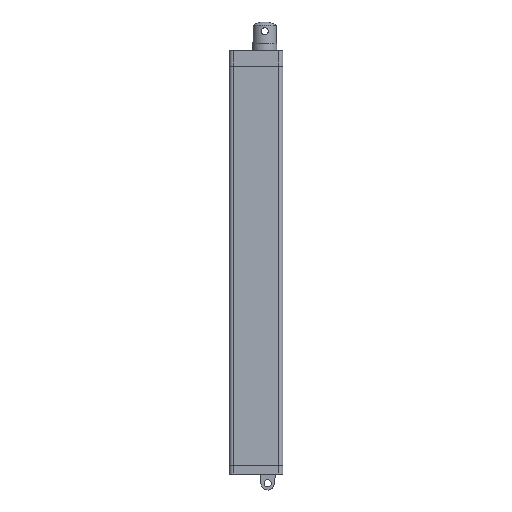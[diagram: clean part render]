
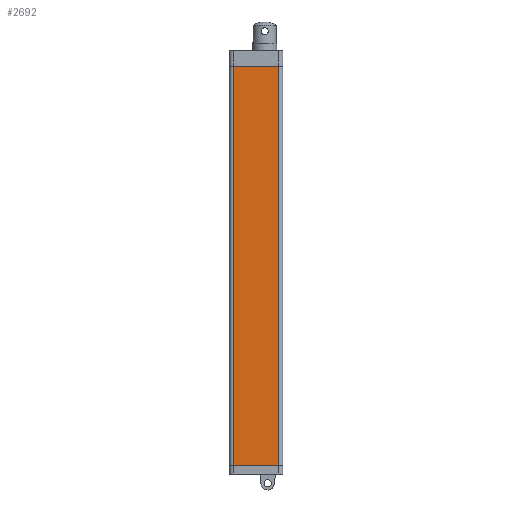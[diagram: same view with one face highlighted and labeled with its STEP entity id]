
A CAD part, left-side view. The second image highlights one B-rep face of the part: STEP entity #2692.
In plain terms, the highlighted planar face has unit normal (-1, 0, 0).
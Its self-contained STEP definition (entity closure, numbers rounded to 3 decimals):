
#711 = PLANE('',#712);
#712 = AXIS2_PLACEMENT_3D('',#713,#714,#715);
#713 = CARTESIAN_POINT('',(0.,3.175,549.1));
#714 = DIRECTION('',(-1.,0.,0.));
#715 = DIRECTION('',(0.,-1.,0.));
#1986 = VERTEX_POINT('',#1987);
#1987 = CARTESIAN_POINT('',(0.,3.175,200.1));
#2025 = CYLINDRICAL_SURFACE('',#2026,3.175);
#2026 = AXIS2_PLACEMENT_3D('',#2027,#2028,#2029);
#2027 = CARTESIAN_POINT('',(3.175,3.175,200.));
#2028 = DIRECTION('',(0.,0.,-1.));
#2029 = DIRECTION('',(-0.707,-0.707,0.));
#2063 = EDGE_CURVE('',#1986,#2064,#2066,.T.);
#2064 = VERTEX_POINT('',#2065);
#2065 = CARTESIAN_POINT('',(0.,41.783,200.1));
#2066 = SURFACE_CURVE('',#2067,(#2071,#2078),.PCURVE_S1.);
#2067 = LINE('',#2068,#2069);
#2068 = CARTESIAN_POINT('',(0.,0.338,200.1));
#2069 = VECTOR('',#2070,1.);
#2070 = DIRECTION('',(0.,1.,0.));
#2071 = PCURVE('',#711,#2072);
#2072 = DEFINITIONAL_REPRESENTATION('',(#2073),#2077);
#2073 = LINE('',#2074,#2075);
#2074 = CARTESIAN_POINT('',(2.838,-349.));
#2075 = VECTOR('',#2076,1.);
#2076 = DIRECTION('',(-1.,0.));
#2077 = ( GEOMETRIC_REPRESENTATION_CONTEXT(2) 
PARAMETRIC_REPRESENTATION_CONTEXT() REPRESENTATION_CONTEXT('2D SPACE',''
  ) );
#2078 = PCURVE('',#2079,#2084);
#2079 = PLANE('',#2080);
#2080 = AXIS2_PLACEMENT_3D('',#2081,#2082,#2083);
#2081 = CARTESIAN_POINT('',(0.,3.175,200.));
#2082 = DIRECTION('',(-1.,0.,0.));
#2083 = DIRECTION('',(0.,1.,0.));
#2084 = DEFINITIONAL_REPRESENTATION('',(#2085),#2089);
#2085 = LINE('',#2086,#2087);
#2086 = CARTESIAN_POINT('',(-2.838,-0.1));
#2087 = VECTOR('',#2088,1.);
#2088 = DIRECTION('',(1.,0.));
#2089 = ( GEOMETRIC_REPRESENTATION_CONTEXT(2) 
PARAMETRIC_REPRESENTATION_CONTEXT() REPRESENTATION_CONTEXT('2D SPACE',''
  ) );
#2155 = CYLINDRICAL_SURFACE('',#2156,3.175);
#2156 = AXIS2_PLACEMENT_3D('',#2157,#2158,#2159);
#2157 = CARTESIAN_POINT('',(3.175,41.783,200.));
#2158 = DIRECTION('',(0.,0.,-1.));
#2159 = DIRECTION('',(-0.707,0.707,0.));
#2620 = EDGE_CURVE('',#1986,#2621,#2623,.T.);
#2621 = VERTEX_POINT('',#2622);
#2622 = CARTESIAN_POINT('',(0.,3.175,535.9));
#2623 = SURFACE_CURVE('',#2624,(#2628,#2635),.PCURVE_S1.);
#2624 = LINE('',#2625,#2626);
#2625 = CARTESIAN_POINT('',(0.,3.175,200.));
#2626 = VECTOR('',#2627,1.);
#2627 = DIRECTION('',(0.,0.,1.));
#2628 = PCURVE('',#2025,#2629);
#2629 = DEFINITIONAL_REPRESENTATION('',(#2630),#2634);
#2630 = LINE('',#2631,#2632);
#2631 = CARTESIAN_POINT('',(-5.498,0.));
#2632 = VECTOR('',#2633,1.);
#2633 = DIRECTION('',(0.,-1.));
#2634 = ( GEOMETRIC_REPRESENTATION_CONTEXT(2) 
PARAMETRIC_REPRESENTATION_CONTEXT() REPRESENTATION_CONTEXT('2D SPACE',''
  ) );
#2635 = PCURVE('',#2079,#2636);
#2636 = DEFINITIONAL_REPRESENTATION('',(#2637),#2641);
#2637 = LINE('',#2638,#2639);
#2638 = CARTESIAN_POINT('',(0.,0.));
#2639 = VECTOR('',#2640,1.);
#2640 = DIRECTION('',(0.,-1.));
#2641 = ( GEOMETRIC_REPRESENTATION_CONTEXT(2) 
PARAMETRIC_REPRESENTATION_CONTEXT() REPRESENTATION_CONTEXT('2D SPACE',''
  ) );
#2692 = ADVANCED_FACE('',(#2693),#2079,.T.);
#2693 = FACE_BOUND('',#2694,.T.);
#2694 = EDGE_LOOP('',(#2695,#2696,#2697,#2725));
#2695 = ORIENTED_EDGE('',*,*,#2063,.F.);
#2696 = ORIENTED_EDGE('',*,*,#2620,.T.);
#2697 = ORIENTED_EDGE('',*,*,#2698,.T.);
#2698 = EDGE_CURVE('',#2621,#2699,#2701,.T.);
#2699 = VERTEX_POINT('',#2700);
#2700 = CARTESIAN_POINT('',(0.,41.783,535.9));
#2701 = SURFACE_CURVE('',#2702,(#2706,#2713),.PCURVE_S1.);
#2702 = LINE('',#2703,#2704);
#2703 = CARTESIAN_POINT('',(0.,1.588,535.9));
#2704 = VECTOR('',#2705,1.);
#2705 = DIRECTION('',(0.,1.,0.));
#2706 = PCURVE('',#2079,#2707);
#2707 = DEFINITIONAL_REPRESENTATION('',(#2708),#2712);
#2708 = LINE('',#2709,#2710);
#2709 = CARTESIAN_POINT('',(-1.588,-335.9));
#2710 = VECTOR('',#2711,1.);
#2711 = DIRECTION('',(1.,0.));
#2712 = ( GEOMETRIC_REPRESENTATION_CONTEXT(2) 
PARAMETRIC_REPRESENTATION_CONTEXT() REPRESENTATION_CONTEXT('2D SPACE',''
  ) );
#2713 = PCURVE('',#2714,#2719);
#2714 = PLANE('',#2715);
#2715 = AXIS2_PLACEMENT_3D('',#2716,#2717,#2718);
#2716 = CARTESIAN_POINT('',(0.,41.783,542.4));
#2717 = DIRECTION('',(1.,0.,0.));
#2718 = DIRECTION('',(0.,1.,0.));
#2719 = DEFINITIONAL_REPRESENTATION('',(#2720),#2724);
#2720 = LINE('',#2721,#2722);
#2721 = CARTESIAN_POINT('',(-40.196,-6.5));
#2722 = VECTOR('',#2723,1.);
#2723 = DIRECTION('',(1.,0.));
#2724 = ( GEOMETRIC_REPRESENTATION_CONTEXT(2) 
PARAMETRIC_REPRESENTATION_CONTEXT() REPRESENTATION_CONTEXT('2D SPACE',''
  ) );
#2725 = ORIENTED_EDGE('',*,*,#2726,.F.);
#2726 = EDGE_CURVE('',#2064,#2699,#2727,.T.);
#2727 = SURFACE_CURVE('',#2728,(#2732,#2739),.PCURVE_S1.);
#2728 = LINE('',#2729,#2730);
#2729 = CARTESIAN_POINT('',(0.,41.783,200.));
#2730 = VECTOR('',#2731,1.);
#2731 = DIRECTION('',(0.,0.,1.));
#2732 = PCURVE('',#2079,#2733);
#2733 = DEFINITIONAL_REPRESENTATION('',(#2734),#2738);
#2734 = LINE('',#2735,#2736);
#2735 = CARTESIAN_POINT('',(38.608,0.));
#2736 = VECTOR('',#2737,1.);
#2737 = DIRECTION('',(0.,-1.));
#2738 = ( GEOMETRIC_REPRESENTATION_CONTEXT(2) 
PARAMETRIC_REPRESENTATION_CONTEXT() REPRESENTATION_CONTEXT('2D SPACE',''
  ) );
#2739 = PCURVE('',#2155,#2740);
#2740 = DEFINITIONAL_REPRESENTATION('',(#2741),#2745);
#2741 = LINE('',#2742,#2743);
#2742 = CARTESIAN_POINT('',(-7.069,0.));
#2743 = VECTOR('',#2744,1.);
#2744 = DIRECTION('',(0.,-1.));
#2745 = ( GEOMETRIC_REPRESENTATION_CONTEXT(2) 
PARAMETRIC_REPRESENTATION_CONTEXT() REPRESENTATION_CONTEXT('2D SPACE',''
  ) );
